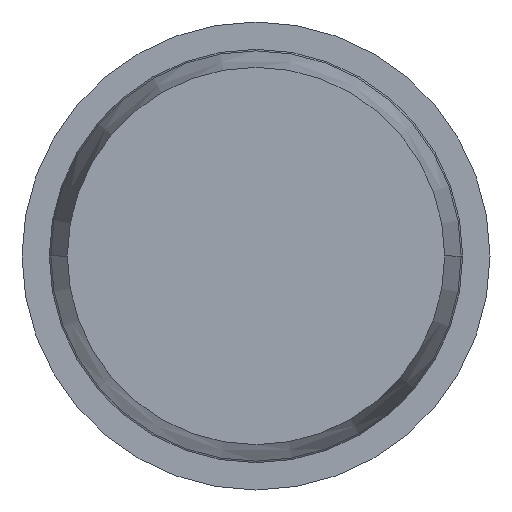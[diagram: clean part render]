
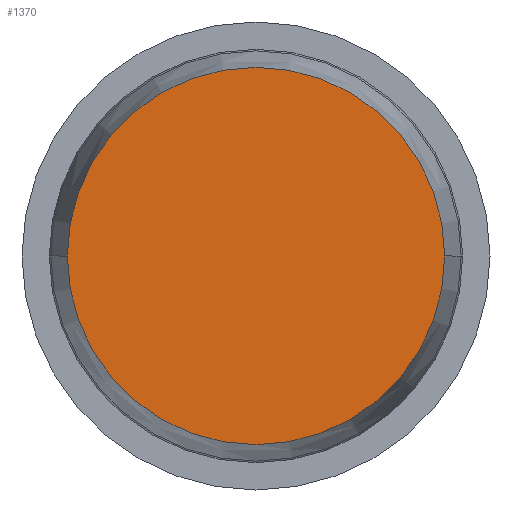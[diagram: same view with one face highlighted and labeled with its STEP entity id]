
A CAD part, front view. The second image highlights one B-rep face of the part: STEP entity #1370.
In plain terms, the highlighted planar face has unit normal (0, -1, 0).
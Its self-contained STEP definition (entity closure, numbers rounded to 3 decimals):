
#47 = FACE_OUTER_BOUND ( 'NONE', #603, .T. ) ;
#111 = DIRECTION ( 'NONE',  ( 0., -1., 0. ) ) ;
#394 = CARTESIAN_POINT ( 'NONE',  ( 0., -19., 0. ) ) ;
#567 = DIRECTION ( 'NONE',  ( 0., -1., 0. ) ) ;
#603 = EDGE_LOOP ( 'NONE', ( #938, #2846 ) ) ;
#627 = AXIS2_PLACEMENT_3D ( 'NONE', #2747, #2045, #2507 ) ;
#652 = EDGE_CURVE ( 'Defeature ausgef�hrt1_0+Defeature ausgef�hrt1_10+Defeature ausgef�hrt1_10+Defeature ausgef�hrt1_10', #1030, #1569, #2352, .T. ) ;
#902 = CIRCLE ( 'NONE', #2759, 1.209 ) ;
#938 = ORIENTED_EDGE ( 'NONE', *, *, #1114, .T. ) ;
#1030 = VERTEX_POINT ( 'NONE', #1411 ) ;
#1114 = EDGE_CURVE ( 'Defeature ausgef�hrt1_0+Defeature ausgef�hrt1_10+Defeature ausgef�hrt1_10+Defeature ausgef�hrt1_10', #1569, #1030, #902, .T. ) ;
#1119 = DIRECTION ( 'NONE',  ( 1., 0., 0. ) ) ;
#1370 = ADVANCED_FACE ( 'Defeature ausgef�hrt1_0', ( #47 ), #2325, .T. ) ;
#1411 = CARTESIAN_POINT ( 'NONE',  ( 1.209, -19., 0. ) ) ;
#1569 = VERTEX_POINT ( 'NONE', #1686 ) ;
#1605 = DIRECTION ( 'NONE',  ( 1., 0., 0. ) ) ;
#1686 = CARTESIAN_POINT ( 'NONE',  ( -1.209, -19., 0. ) ) ;
#1699 = AXIS2_PLACEMENT_3D ( 'NONE', #3115, #567, #1605 ) ;
#2045 = DIRECTION ( 'NONE',  ( 0., -1., 0. ) ) ;
#2325 = PLANE ( 'NONE',  #1699 ) ;
#2352 = CIRCLE ( 'NONE', #627, 1.209 ) ;
#2507 = DIRECTION ( 'NONE',  ( 1., 0., 0. ) ) ;
#2747 = CARTESIAN_POINT ( 'NONE',  ( 0., -19., 0. ) ) ;
#2759 = AXIS2_PLACEMENT_3D ( 'NONE', #394, #111, #1119 ) ;
#2846 = ORIENTED_EDGE ( 'NONE', *, *, #652, .T. ) ;
#3115 = CARTESIAN_POINT ( 'NONE',  ( 0., -19., 0. ) ) ;
